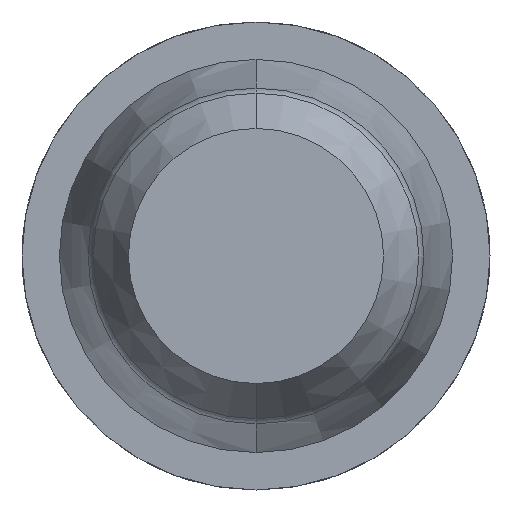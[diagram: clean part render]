
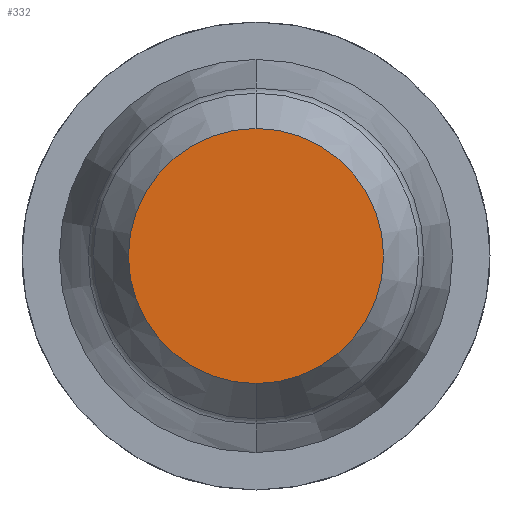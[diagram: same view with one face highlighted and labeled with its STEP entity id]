
A CAD part, front view. The second image highlights one B-rep face of the part: STEP entity #332.
In plain terms, the highlighted planar face has unit normal (0, -1, 0).
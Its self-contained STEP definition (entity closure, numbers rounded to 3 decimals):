
#65 = AXIS2_PLACEMENT_3D ( 'NONE', #2183, #1246, #844 ) ;
#233 = EDGE_CURVE ( 'Defeature ausgef�hrt3_1+Defeature ausgef�hrt3_0+Defeature ausgef�hrt3_0+Defeature ausgef�hrt3_0', #1801, #2916, #4326, .T. ) ;
#332 = ADVANCED_FACE ( 'Defeature ausgef�hrt3_0', ( #4061 ), #1250, .F. ) ;
#844 = DIRECTION ( 'NONE',  ( 0., 0., 1. ) ) ;
#896 = CARTESIAN_POINT ( 'NONE',  ( 0., -30.5, 0.627 ) ) ;
#923 = DIRECTION ( 'NONE',  ( 0., 0., 1. ) ) ;
#975 = CARTESIAN_POINT ( 'NONE',  ( 0., -30.5, -0.627 ) ) ;
#1042 = AXIS2_PLACEMENT_3D ( 'NONE', #3323, #2364, #923 ) ;
#1123 = DIRECTION ( 'NONE',  ( 0., 0., 1. ) ) ;
#1165 = CARTESIAN_POINT ( 'NONE',  ( 0., -30.5, 0. ) ) ;
#1246 = DIRECTION ( 'NONE',  ( 0., 1., 0. ) ) ;
#1250 = PLANE ( 'NONE',  #65 ) ;
#1646 = ORIENTED_EDGE ( 'NONE', *, *, #3193, .F. ) ;
#1801 = VERTEX_POINT ( 'NONE', #975 ) ;
#2183 = CARTESIAN_POINT ( 'NONE',  ( 0., -30.5, 0. ) ) ;
#2191 = AXIS2_PLACEMENT_3D ( 'NONE', #1165, #3908, #1123 ) ;
#2364 = DIRECTION ( 'NONE',  ( 0., 1., 0. ) ) ;
#2916 = VERTEX_POINT ( 'NONE', #896 ) ;
#3193 = EDGE_CURVE ( 'Defeature ausgef�hrt3_1+Defeature ausgef�hrt3_0+Defeature ausgef�hrt3_0+Defeature ausgef�hrt3_0', #2916, #1801, #3505, .T. ) ;
#3323 = CARTESIAN_POINT ( 'NONE',  ( 0., -30.5, 0. ) ) ;
#3337 = EDGE_LOOP ( 'NONE', ( #1646, #4176 ) ) ;
#3505 = CIRCLE ( 'NONE', #2191, 0.627 ) ;
#3908 = DIRECTION ( 'NONE',  ( 0., 1., 0. ) ) ;
#4061 = FACE_OUTER_BOUND ( 'NONE', #3337, .T. ) ;
#4176 = ORIENTED_EDGE ( 'NONE', *, *, #233, .F. ) ;
#4326 = CIRCLE ( 'NONE', #1042, 0.627 ) ;
